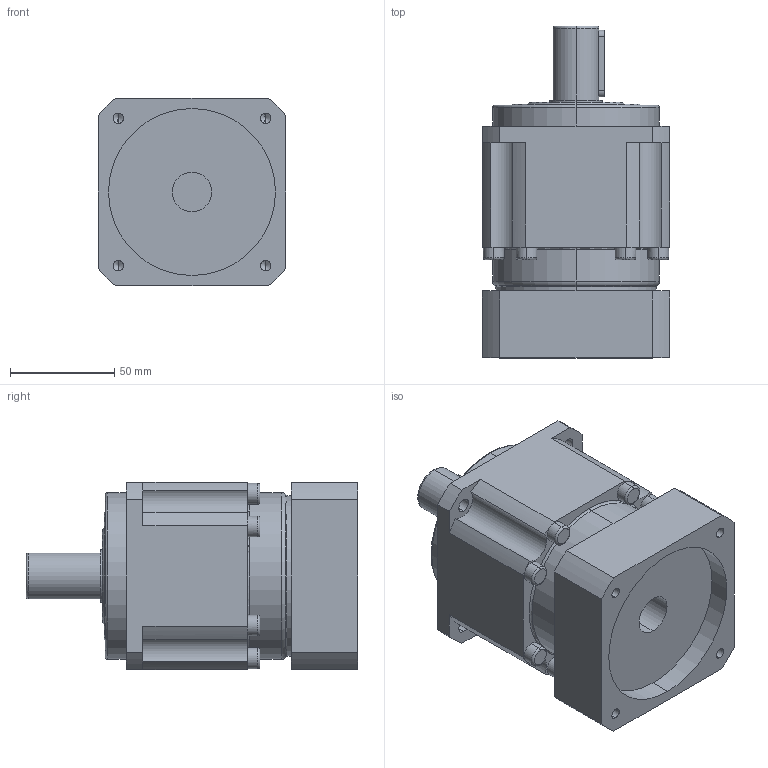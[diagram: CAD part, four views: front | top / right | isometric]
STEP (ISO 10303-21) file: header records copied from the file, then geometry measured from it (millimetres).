
FILE_DESCRIPTION (( 'STEP AP203' ), '1' );
FILE_NAME ('090zb3-1000T1.STEP', '2021-03-03T02:22:51', ( 'Windows User' ), ( 'P R C' ), 'SwSTEP 2.0', 'SolidWorks 2019', '' );
FILE_SCHEMA (( 'CONFIG_CONTROL_DESIGN' ));
Length unit declared in the file: millimetre
Products named in the file (1): 090zb3-1000T1
Bounding box: 90 x 159 x 90 mm (x, y, z)
Volume: 783193.5 mm3; surface area: 71599.1 mm2
Topology: 1 solids, 1 shells, 155 faces, 376 edges, 227 vertices
Faces by surface type: cylinder 72, plane 41, torus 24, cone 18
Entity records: 4675 total; most frequent: DIRECTION 908, CARTESIAN_POINT 811, ORIENTED_EDGE 732, AXIS2_PLACEMENT_3D 388, EDGE_CURVE 366, CIRCLE 232, VERTEX_POINT 227, EDGE_LOOP 177
